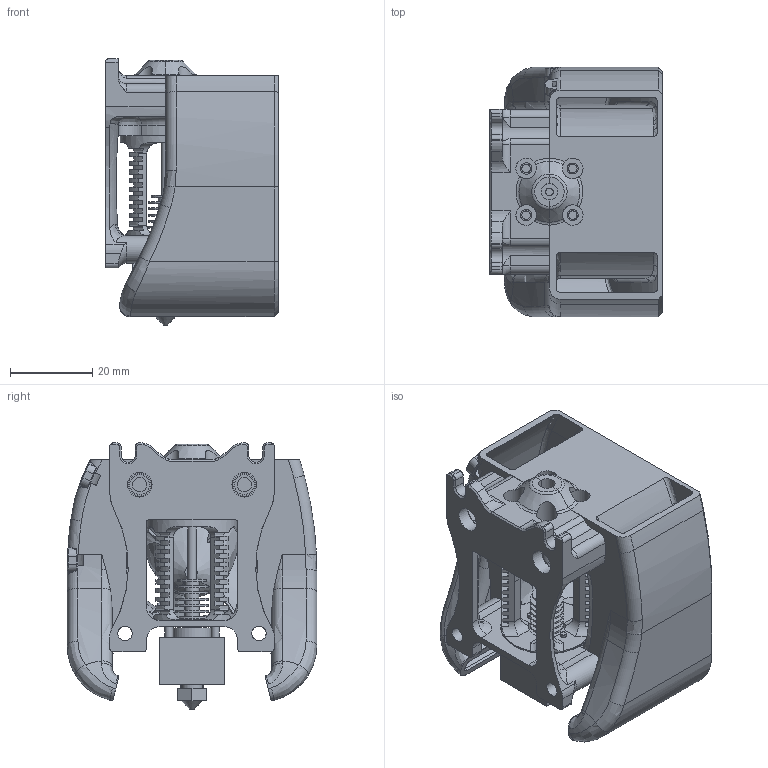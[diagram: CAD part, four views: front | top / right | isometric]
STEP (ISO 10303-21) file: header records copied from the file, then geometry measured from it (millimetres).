
FILE_DESCRIPTION(/* description */ (''),/* implementation_level */ '2;1');
FILE_NAME(/* name */ 'ABBN_4020_Dragon.step',/* time_stamp */ '2021-11-07T22:45:09-06:00',/* author */ (''),/* organization */ (''),/* preprocessor_version */ 'ST-DEVELOPER v18.1',/* originating_system */ 'Autodesk Translation Framework v10.10.0.1391',/* authorisation */ '');
FILE_SCHEMA (('AUTOMOTIVE_DESIGN { 1 0 10303 214 3 1 1 }'));
Length unit declared in the file: millimetre
Products named in the file (11): part fan 4020; VORON_Toolhead_Master; Mosquito_afterburner; Mosquito^Mosquito_afterburner; Untitled-FreeParts; Dragon Toolhead Final v3_fixed; Dragon Toolhead Final v3_fixed(2)^Dragon Toolhead Final v3_fixed; ^Dragon Toolhead Final v3_fixed(2)_Dragon Toolhead Final v3_fixed; ^_Dragon Toolhead Final v3_fixed(2)_Dragon Toolhead Final v3_fixed; Copy (2) of ^_Dragon Toolhead Final v3_fixed(2)_Dragon Toolhead Final
 v3_fixed; Dragon Front proposal
Assembly tree (10 placements, depth 6):
  part fan 4020
    VORON_Toolhead_Master
      Mosquito_afterburner
        Mosquito^Mosquito_afterburner
          Untitled-FreeParts
      Dragon Toolhead Final v3_fixed
        Dragon Toolhead Final v3_fixed(2)^Dragon Toolhead Final v3_fixed
          ^Dragon Toolhead Final v3_fixed(2)_Dragon Toolhead Final v3_fixed
            ^_Dragon Toolhead Final v3_fixed(2)_Dragon Toolhead Final v3_fixed
            Copy (2) of ^_Dragon Toolhead Final v3_fixed(2)_Dragon Toolhead Final
 v3_fixed
    Dragon Front proposal
Bounding box: 41.9 x 60.58 x 64.7 mm (x, y, z)
Volume: 51880 mm3; surface area: 38419.8 mm2
Topology: 5 solids, 9 shells, 911 faces, 2482 edges, 1610 vertices
Faces by surface type: plane 325, cylinder 294, bspline 204, torus 56, cone 28, sphere 4
Full cylindrical faces by diameter (mm): 1.35 x4, 1.85 x4, 2 x4, 2.075 x4, 2.15 x2, 2.6 x2, 2.65 x4, 2.66 x2, 2.755 x1, 2.8 x1, 3.15 x2, 3.2 x1, 3.5 x13, 4 x1, 4.8 x4, 5 x6, 5.5 x1, 6 x4, 7 x1, 8 x6, 9 x1, 9.5 x1, 22 x2, 22.3 x1
Entity records: 45614 total; most frequent: CARTESIAN_POINT 23634, ORIENTED_EDGE 4962, DIRECTION 3967, EDGE_CURVE 2481, VERTEX_POINT 1610, AXIS2_PLACEMENT_3D 1518, EDGE_LOOP 1007, LINE 931
